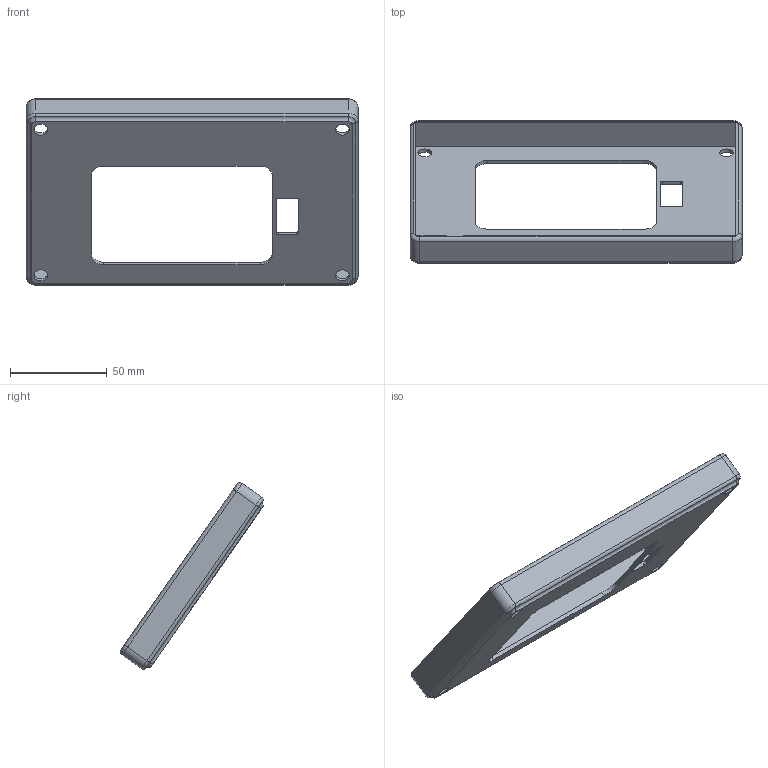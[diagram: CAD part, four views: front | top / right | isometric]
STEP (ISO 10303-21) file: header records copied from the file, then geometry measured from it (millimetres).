
FILE_DESCRIPTION(('HOOPS Exchange Step'),'2;1');
FILE_NAME('temp_export','2024-09-05T19:54:42+01:00',('mobile'),('Shapr3D Limited'),'HOOPS Exchange 2024.2','Shapr3D','Authorized');
FILE_SCHEMA( ('AP242_MANAGED_MODEL_BASED_3D_ENGINEERING_MIM_LF {1 0 10303 442 1 1 4 }') );
Length unit declared in the file: millimetre
Products named in the file (1): Screen Mount
Bounding box: 171.63 x 74.04 x 96.36 mm (x, y, z)
Volume: 46575.9 mm3; surface area: 42450 mm2
Topology: 1 solids, 1 shells, 71 faces, 181 edges, 112 vertices
Faces by surface type: cylinder 32, plane 23, torus 9, bspline 7
Full cylindrical faces by diameter (mm): 7 x4
Entity records: 3191 total; most frequent: CARTESIAN_POINT 1384, DIRECTION 387, ORIENTED_EDGE 362, EDGE_CURVE 181, AXIS2_PLACEMENT_3D 147, VERTEX_POINT 112, VECTOR 93, LINE 93
